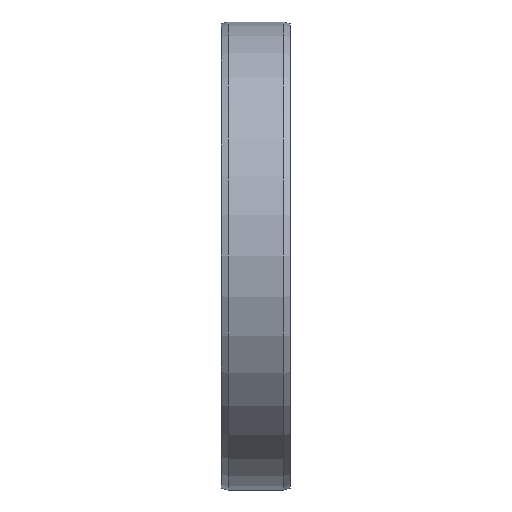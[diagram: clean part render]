
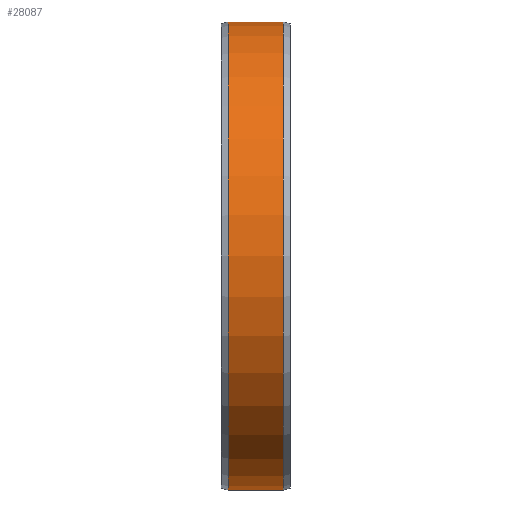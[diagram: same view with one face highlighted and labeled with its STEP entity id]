
A CAD part, left-side view. The second image highlights one B-rep face of the part: STEP entity #28087.
In plain terms, the highlighted cylindrical face has radius 34 mm (diameter 68 mm), a partial arc.
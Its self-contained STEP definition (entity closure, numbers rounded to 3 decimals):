
#27221=CARTESIAN_POINT('',(0.,4.,0.));
#27222=DIRECTION('',(0.,1.,0.));
#27223=DIRECTION('',(0.,0.,-1.));
#27224=AXIS2_PLACEMENT_3D('',#27221,#27222,#27223);
#27251=DIRECTION('',(0.,1.,0.));
#27252=VECTOR('',#27251,8.);
#27253=CARTESIAN_POINT('',(0.,-4.,-34.));
#27254=LINE('',#27253,#27252);
#27266=DIRECTION('',(0.,1.,0.));
#27267=VECTOR('',#27266,8.);
#27268=CARTESIAN_POINT('',(0.,-4.,34.));
#27269=LINE('',#27268,#27267);
#27273=CARTESIAN_POINT('',(0.,-4.,0.));
#27274=DIRECTION('',(0.,1.,0.));
#27275=DIRECTION('',(0.,0.,-1.));
#27276=AXIS2_PLACEMENT_3D('',#27273,#27274,#27275);
#27689=CARTESIAN_POINT('',(0.,-4.,-34.));
#27691=VERTEX_POINT('',#27689);
#27692=CARTESIAN_POINT('',(0.,4.,-34.));
#27693=VERTEX_POINT('',#27692);
#27707=CARTESIAN_POINT('',(0.,-4.,34.));
#27709=VERTEX_POINT('',#27707);
#27710=CARTESIAN_POINT('',(0.,4.,34.));
#27711=VERTEX_POINT('',#27710);
#28076=CARTESIAN_POINT('',(0.,-5.5,0.));
#28077=DIRECTION('',(0.,1.,0.));
#28078=DIRECTION('',(0.,0.,-1.));
#28079=AXIS2_PLACEMENT_3D('',#28076,#28077,#28078);
#28080=CYLINDRICAL_SURFACE('',#28079,34.);
#28081=ORIENTED_EDGE('',*,*,#28067,.T.);
#28082=ORIENTED_EDGE('',*,*,#28044,.T.);
#28083=ORIENTED_EDGE('',*,*,#28070,.F.);
#28084=ORIENTED_EDGE('',*,*,#27762,.F.);
#28085=EDGE_LOOP('',(#28081,#28082,#28083,#28084));
#28086=FACE_OUTER_BOUND('',#28085,.F.);
#27225=CIRCLE('',#27224,34.);
#27277=CIRCLE('',#27276,34.);
#27762=EDGE_CURVE('',#27691,#27709,#27277,.T.);
#28044=EDGE_CURVE('',#27693,#27711,#27225,.T.);
#28067=EDGE_CURVE('',#27691,#27693,#27254,.T.);
#28070=EDGE_CURVE('',#27709,#27711,#27269,.T.);
#28087=ADVANCED_FACE('',(#28086),#28080,.T.);
